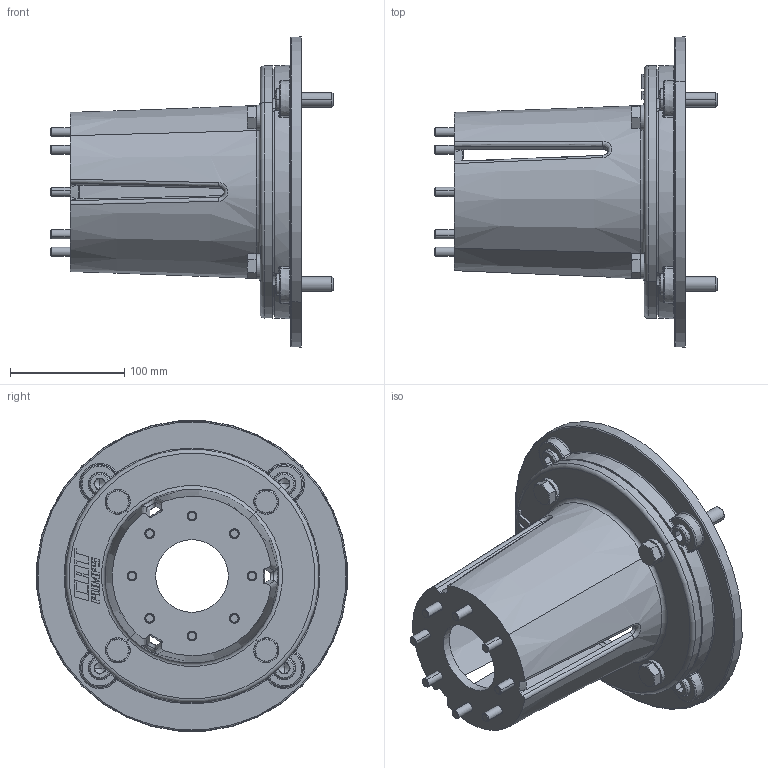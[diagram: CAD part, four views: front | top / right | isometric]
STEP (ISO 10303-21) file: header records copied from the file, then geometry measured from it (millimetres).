
FILE_DESCRIPTION (( 'STEP AP214' ), '1' );
FILE_NAME ('76286.15FR.STEP', '2020-04-30T19:05:30', ( '' ), ( '' ), 'SwSTEP 2.0', 'SolidWorks 2020', '' );
FILE_SCHEMA (( 'AUTOMOTIVE_DESIGN' ));
Length unit declared in the file: inch
Products named in the file (1): 76286.15FR
Bounding box: 247.83 x 272.01 x 272.01 mm (x, y, z)
Volume: 1143425.7 mm3; surface area: 372894.7 mm2
Topology: 30 solids, 30 shells, 2162 faces, 4845 edges, 2729 vertices
Faces by surface type: bspline 882, plane 682, cone 291, cylinder 153, torus 128, sphere 26
Entity records: 97576 total; most frequent: CARTESIAN_POINT 27003, ORIENTED_EDGE 9610, DIRECTION 7491, EDGE_CURVE 4805, AXIS2_PLACEMENT_3D 2893, VERTEX_POINT 2729, EDGE_LOOP 2254, DIMENSIONAL_EXPONENTS 2194
